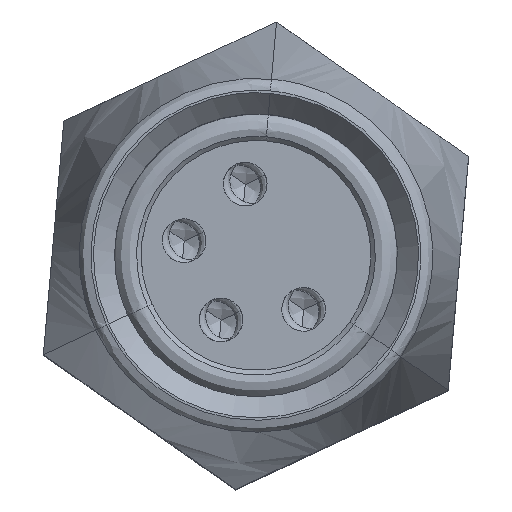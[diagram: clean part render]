
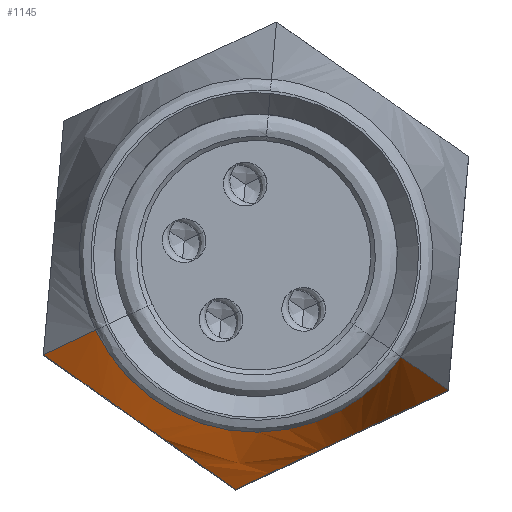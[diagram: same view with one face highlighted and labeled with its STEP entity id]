
A CAD part, top view. The second image highlights one B-rep face of the part: STEP entity #1145.
In plain terms, the highlighted free-form (B-spline) face has degree [2, 1] with [3, 2] control points.
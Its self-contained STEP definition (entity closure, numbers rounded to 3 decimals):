
#913=CARTESIAN_POINT('Vertex',(8.798,3.254,35.666)) ;
#929=CARTESIAN_POINT('Vertex',(1.288,3.911,35.666)) ;
#933=CARTESIAN_POINT('Control Point',(1.288,3.911,35.666)) ;
#934=CARTESIAN_POINT('Control Point',(4.474,-2.922,35.666)) ;
#935=CARTESIAN_POINT('Control Point',(8.798,3.254,35.666)) ;
#1093=CARTESIAN_POINT('Control Point',(0.003,3.313,29.4)) ;
#1094=CARTESIAN_POINT('Control Point',(1.288,3.911,35.666)) ;
#1095=CARTESIAN_POINT('Control Point',(4.227,-5.745,29.4)) ;
#1096=CARTESIAN_POINT('Control Point',(4.474,-2.922,35.666)) ;
#1097=CARTESIAN_POINT('Control Point',(9.959,2.441,29.4)) ;
#1098=CARTESIAN_POINT('Control Point',(8.798,3.254,35.666)) ;
#1100=CARTESIAN_POINT('Control Point',(9.959,2.441,29.4)) ;
#1101=CARTESIAN_POINT('Control Point',(8.798,3.254,35.666)) ;
#1102=CARTESIAN_POINT('Vertex',(9.961,2.439,29.4)) ;
#1106=CARTESIAN_POINT('Control Point',(0.003,3.313,29.4)) ;
#1107=CARTESIAN_POINT('Control Point',(1.288,3.911,35.666)) ;
#1108=CARTESIAN_POINT('Vertex',(0.,3.313,29.4)) ;
#1112=CARTESIAN_POINT('Control Point',(0.003,3.313,29.4)) ;
#1113=CARTESIAN_POINT('Control Point',(0.419,3.021,30.521)) ;
#1114=CARTESIAN_POINT('Control Point',(0.848,2.72,31.493)) ;
#1115=CARTESIAN_POINT('Control Point',(1.293,2.408,32.266)) ;
#1116=CARTESIAN_POINT('Control Point',(2.259,1.731,33.199)) ;
#1117=CARTESIAN_POINT('Control Point',(3.256,1.033,32.56)) ;
#1118=CARTESIAN_POINT('Control Point',(3.768,0.675,31.754)) ;
#1119=CARTESIAN_POINT('Control Point',(4.258,0.333,30.671)) ;
#1120=CARTESIAN_POINT('Control Point',(4.73,0.003,29.4)) ;
#1121=CARTESIAN_POINT('Vertex',(4.729,0.,29.4)) ;
#1125=CARTESIAN_POINT('Control Point',(4.73,0.003,29.4)) ;
#1126=CARTESIAN_POINT('Control Point',(5.195,0.219,30.533)) ;
#1127=CARTESIAN_POINT('Control Point',(5.676,0.443,31.516)) ;
#1128=CARTESIAN_POINT('Control Point',(6.176,0.676,32.288)) ;
#1129=CARTESIAN_POINT('Control Point',(6.883,1.006,32.882)) ;
#1130=CARTESIAN_POINT('Control Point',(7.584,1.333,32.813)) ;
#1131=CARTESIAN_POINT('Control Point',(7.779,1.424,32.741)) ;
#1132=CARTESIAN_POINT('Control Point',(8.354,1.692,32.383)) ;
#1133=CARTESIAN_POINT('Control Point',(8.91,1.951,31.626)) ;
#1134=CARTESIAN_POINT('Control Point',(9.269,2.119,30.98)) ;
#1135=CARTESIAN_POINT('Control Point',(9.618,2.282,30.231)) ;
#1136=CARTESIAN_POINT('Control Point',(9.959,2.441,29.4)) ;
#1139=ORIENTED_EDGE('',*,*,#1104,.T.) ;
#1140=ORIENTED_EDGE('',*,*,#936,.T.) ;
#1141=ORIENTED_EDGE('',*,*,#1110,.T.) ;
#1142=ORIENTED_EDGE('',*,*,#1123,.T.) ;
#1143=ORIENTED_EDGE('',*,*,#1137,.T.) ;
#1145=ADVANCED_FACE('5011280.1\\instance id 1\\R2',(#1144),#1092,.T.) ;
#1111=B_SPLINE_CURVE_WITH_KNOTS('',5,(#1112,#1113,#1114,#1115,#1116,#1117,#1118,#1119,#1120),.UNSPECIFIED.,.F.,.U.,(6,3,6),(0.,8.849,18.46),.UNSPECIFIED.) ;
#1124=B_SPLINE_CURVE_WITH_KNOTS('',5,(#1125,#1126,#1127,#1128,#1129,#1130,#1131,#1132,#1133,#1134,#1135,#1136),.UNSPECIFIED.,.F.,.U.,(6,3,3,6),(0.,8.565,11.901,18.459),.UNSPECIFIED.) ;
#936=EDGE_CURVE('',#914,#930,#932,.F.) ;
#1104=EDGE_CURVE('',#1103,#914,#1099,.T.) ;
#1110=EDGE_CURVE('',#930,#1109,#1105,.F.) ;
#1123=EDGE_CURVE('',#1109,#1122,#1111,.T.) ;
#1137=EDGE_CURVE('',#1122,#1103,#1124,.T.) ;
#1138=EDGE_LOOP('',(#1139,#1140,#1141,#1142,#1143)) ;
#1144=FACE_OUTER_BOUND('',#1138,.T.) ;
#914=VERTEX_POINT('',#913) ;
#930=VERTEX_POINT('',#929) ;
#1103=VERTEX_POINT('',#1102) ;
#1109=VERTEX_POINT('',#1108) ;
#1122=VERTEX_POINT('',#1121) ;
#932=(BOUNDED_CURVE()B_SPLINE_CURVE(2,(#933,#934,#935),.UNSPECIFIED.,.F.,.U.)B_SPLINE_CURVE_WITH_KNOTS((3,3),(0.,14.68),.UNSPECIFIED.)CURVE()GEOMETRIC_REPRESENTATION_ITEM()RATIONAL_B_SPLINE_CURVE((1.,0.5,1.))REPRESENTATION_ITEM('')) ;
#1099=(BOUNDED_CURVE()B_SPLINE_CURVE(1,(#1100,#1101),.UNSPECIFIED.,.F.,.U.)B_SPLINE_CURVE_WITH_KNOTS((2,2),(0.,6.619),.UNSPECIFIED.)CURVE()GEOMETRIC_REPRESENTATION_ITEM()RATIONAL_B_SPLINE_CURVE((1.,1.))REPRESENTATION_ITEM('')) ;
#1105=(BOUNDED_CURVE()B_SPLINE_CURVE(1,(#1106,#1107),.UNSPECIFIED.,.F.,.U.)B_SPLINE_CURVE_WITH_KNOTS((2,2),(0.,6.619),.UNSPECIFIED.)CURVE()GEOMETRIC_REPRESENTATION_ITEM()RATIONAL_B_SPLINE_CURVE((1.,1.))REPRESENTATION_ITEM('')) ;
#1092=(BOUNDED_SURFACE()B_SPLINE_SURFACE(2,1,((#1093,#1094),(#1095,#1096),(#1097,#1098)),.UNSPECIFIED.,.F.,.F.,.U.)B_SPLINE_SURFACE_WITH_KNOTS((3,3),(2,2),(0.,17.533),(0.,6.619),.UNSPECIFIED.)GEOMETRIC_REPRESENTATION_ITEM()RATIONAL_B_SPLINE_SURFACE(((1.,1.),(0.5,0.5),(1.,1.)))REPRESENTATION_ITEM('Rational BSpline Surface')SURFACE()) ;
